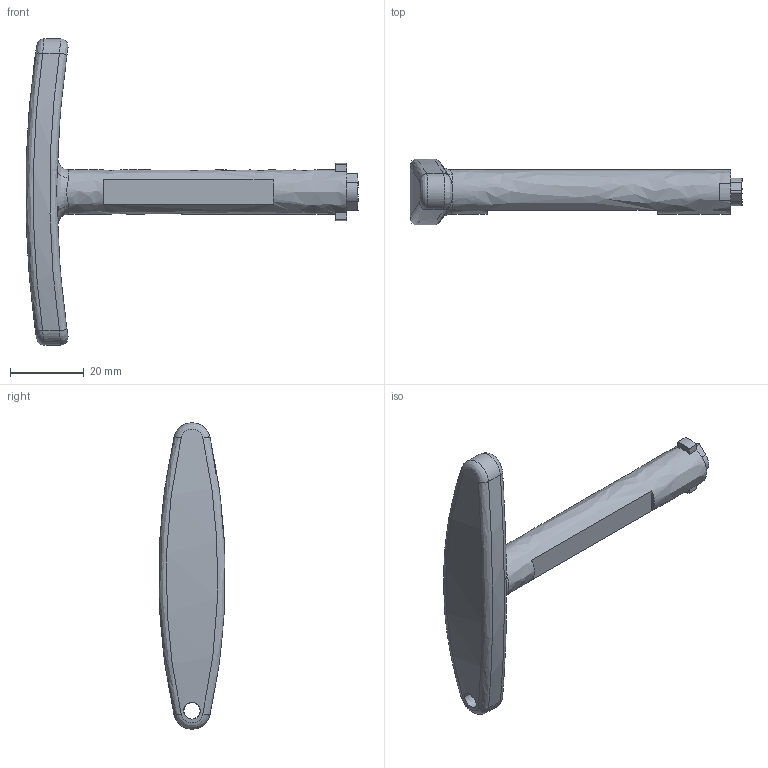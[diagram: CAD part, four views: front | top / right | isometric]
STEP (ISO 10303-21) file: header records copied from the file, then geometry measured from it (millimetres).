
FILE_DESCRIPTION((''),'2;1');
FILE_NAME('','2005-10-12T12:12:01',(''),(''),'','CADfix','');
FILE_SCHEMA(('AUTOMOTIVE_DESIGN'));
Length unit declared in the file: millimetre
Products named in the file (1): key_handle
Bounding box: 89.93 x 17.8 x 82.98 mm (x, y, z)
Volume: 18599.8 mm3; surface area: 6898.1 mm2
Topology: 1 solids, 1 shells, 47 faces, 122 edges, 80 vertices
Faces by surface type: bspline 47
Entity records: 3654 total; most frequent: CARTESIAN_POINT 2937, ORIENTED_EDGE 244, EDGE_CURVE 122, VERTEX_POINT 80, EDGE_LOOP 52, FACE_OUTER_BOUND 47, ADVANCED_FACE 47, QUASI_UNIFORM_CURVE 46
